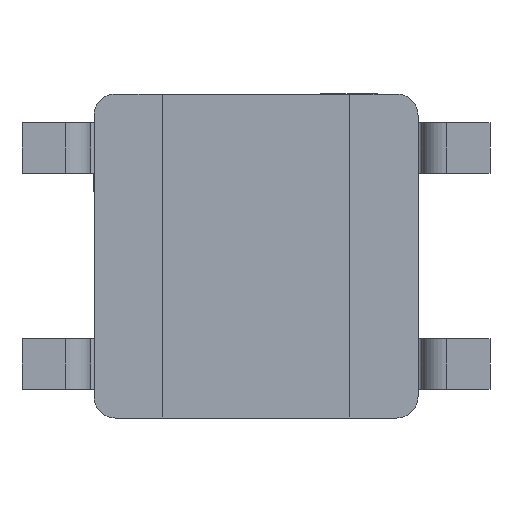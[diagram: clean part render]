
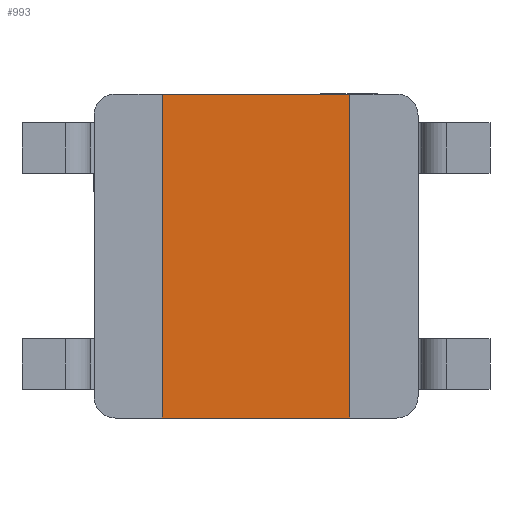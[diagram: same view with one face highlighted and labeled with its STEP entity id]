
A CAD part, front view. The second image highlights one B-rep face of the part: STEP entity #993.
In plain terms, the highlighted planar face has unit normal (0, -1, 0).
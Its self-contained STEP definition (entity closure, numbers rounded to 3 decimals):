
#39 = ORIENTED_EDGE ( 'NONE', *, *, #1832, .F. ) ;
#63 = EDGE_LOOP ( 'NONE', ( #308, #2555, #2318, #39 ) ) ;
#145 = CARTESIAN_POINT ( 'NONE',  ( 1.3, 0.3, 2.25 ) ) ;
#308 = ORIENTED_EDGE ( 'NONE', *, *, #1617, .F. ) ;
#407 = DIRECTION ( 'NONE',  ( 0., 0., 1. ) ) ;
#465 = DIRECTION ( 'NONE',  ( 0., 0., -1. ) ) ;
#471 = CARTESIAN_POINT ( 'NONE',  ( -1.3, 0.3, 2.25 ) ) ;
#493 = VERTEX_POINT ( 'NONE', #885 ) ;
#532 = DIRECTION ( 'NONE',  ( -1., 0., 0. ) ) ;
#677 = VERTEX_POINT ( 'NONE', #471 ) ;
#700 = PLANE ( 'NONE',  #2730 ) ;
#747 = VERTEX_POINT ( 'NONE', #849 ) ;
#849 = CARTESIAN_POINT ( 'NONE',  ( 1.3, 0.3, -2.25 ) ) ;
#885 = CARTESIAN_POINT ( 'NONE',  ( 1.3, 0.3, 2.25 ) ) ;
#993 = ADVANCED_FACE ( 'NONE', ( #3595 ), #700, .T. ) ;
#1179 = DIRECTION ( 'NONE',  ( 1., 0., 0. ) ) ;
#1249 = DIRECTION ( 'NONE',  ( 0., 0., -1. ) ) ;
#1292 = CARTESIAN_POINT ( 'NONE',  ( -1.3, 0.3, 2.25 ) ) ;
#1329 = CARTESIAN_POINT ( 'NONE',  ( 0., 0.3, 0. ) ) ;
#1617 = EDGE_CURVE ( 'NONE', #493, #747, #1821, .T. ) ;
#1658 = EDGE_CURVE ( 'NONE', #3635, #677, #2431, .T. ) ;
#1747 = VECTOR ( 'NONE', #1179, 1000. ) ;
#1821 = LINE ( 'NONE', #145, #2792 ) ;
#1832 = EDGE_CURVE ( 'NONE', #747, #3635, #2806, .T. ) ;
#1943 = EDGE_CURVE ( 'NONE', #677, #493, #2572, .T. ) ;
#2118 = VECTOR ( 'NONE', #407, 1000. ) ;
#2318 = ORIENTED_EDGE ( 'NONE', *, *, #1658, .F. ) ;
#2431 = LINE ( 'NONE', #1292, #2118 ) ;
#2532 = CARTESIAN_POINT ( 'NONE',  ( -1.3, 0.3, -2.25 ) ) ;
#2555 = ORIENTED_EDGE ( 'NONE', *, *, #1943, .F. ) ;
#2572 = LINE ( 'NONE', #3196, #1747 ) ;
#2730 = AXIS2_PLACEMENT_3D ( 'NONE', #1329, #3655, #465 ) ;
#2792 = VECTOR ( 'NONE', #1249, 1000. ) ;
#2806 = LINE ( 'NONE', #3141, #3205 ) ;
#3141 = CARTESIAN_POINT ( 'NONE',  ( -1.3, 0.3, -2.25 ) ) ;
#3196 = CARTESIAN_POINT ( 'NONE',  ( -1.3, 0.3, 2.25 ) ) ;
#3205 = VECTOR ( 'NONE', #532, 1000. ) ;
#3595 = FACE_OUTER_BOUND ( 'NONE', #63, .T. ) ;
#3635 = VERTEX_POINT ( 'NONE', #2532 ) ;
#3655 = DIRECTION ( 'NONE',  ( 0., -1., 0. ) ) ;
